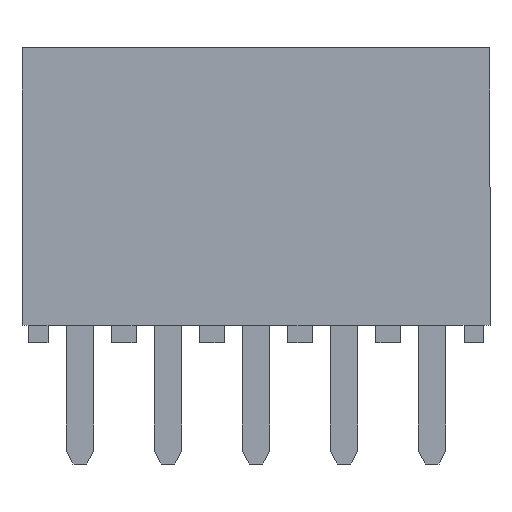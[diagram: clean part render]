
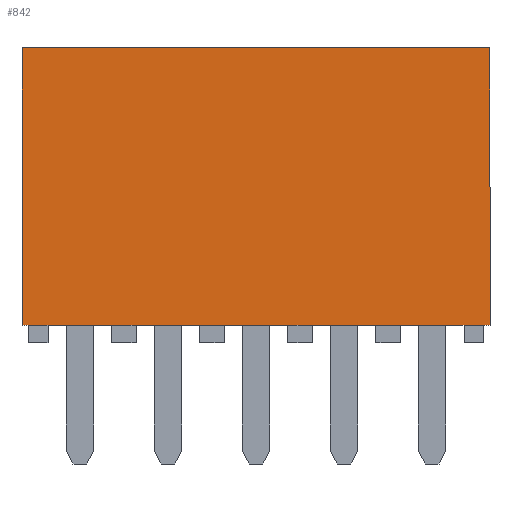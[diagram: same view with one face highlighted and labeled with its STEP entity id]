
A CAD part, top view. The second image highlights one B-rep face of the part: STEP entity #842.
In plain terms, the highlighted planar face has unit normal (0, 0, 1).
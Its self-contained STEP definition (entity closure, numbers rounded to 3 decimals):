
#262 = VECTOR ( 'NONE', #3069, 1000. ) ;
#292 = LINE ( 'NONE', #3088, #262 ) ;
#306 = VECTOR ( 'NONE', #3113, 1000. ) ;
#346 = LINE ( 'NONE', #3120, #306 ) ;
#460 = LINE ( 'NONE', #3040, #461 ) ;
#461 = VECTOR ( 'NONE', #3034, 1000. ) ;
#472 = FACE_OUTER_BOUND ( 'NONE', #2744, .T. ) ;
#598 = LINE ( 'NONE', #2960, #599 ) ;
#599 = VECTOR ( 'NONE', #2987, 1000. ) ;
#719 = AXIS2_PLACEMENT_3D ( 'NONE', #2031, #2053, #2055 ) ;
#842 = ADVANCED_FACE ( 'NONE', ( #472 ), #2021, .F. ) ;
#1481 = VERTEX_POINT ( 'NONE', #1791 ) ;
#1486 = VERTEX_POINT ( 'NONE', #1807 ) ;
#1487 = VERTEX_POINT ( 'NONE', #1806 ) ;
#1505 = VERTEX_POINT ( 'NONE', #1823 ) ;
#1791 = CARTESIAN_POINT ( 'NONE',  ( 0., 0.5, 3. ) ) ;
#1806 = CARTESIAN_POINT ( 'NONE',  ( 0., 8.5, 3. ) ) ;
#1807 = CARTESIAN_POINT ( 'NONE',  ( 13.5, 8.5, 3. ) ) ;
#1823 = CARTESIAN_POINT ( 'NONE',  ( 13.5, 0.5, 3. ) ) ;
#2021 = PLANE ( 'NONE',  #719 ) ;
#2031 = CARTESIAN_POINT ( 'NONE',  ( 0., 8.5, 3. ) ) ;
#2053 = DIRECTION ( 'NONE',  ( 0., 0., -1. ) ) ;
#2055 = DIRECTION ( 'NONE',  ( -1., 0., 0. ) ) ;
#2383 = EDGE_CURVE ( 'NONE', #1487, #1481, #598, .T. ) ;
#2410 = EDGE_CURVE ( 'NONE', #1505, #1486, #460, .T. ) ;
#2444 = EDGE_CURVE ( 'NONE', #1486, #1487, #292, .T. ) ;
#2459 = EDGE_CURVE ( 'NONE', #1481, #1505, #346, .T. ) ;
#2744 = EDGE_LOOP ( 'NONE', ( #2818, #2846, #2747, #2768 ) ) ;
#2747 = ORIENTED_EDGE ( 'NONE', *, *, #2410, .T. ) ;
#2768 = ORIENTED_EDGE ( 'NONE', *, *, #2444, .T. ) ;
#2818 = ORIENTED_EDGE ( 'NONE', *, *, #2383, .T. ) ;
#2846 = ORIENTED_EDGE ( 'NONE', *, *, #2459, .T. ) ;
#2960 = CARTESIAN_POINT ( 'NONE',  ( 0., 0., 3. ) ) ;
#2987 = DIRECTION ( 'NONE',  ( 0., -1., 0. ) ) ;
#3034 = DIRECTION ( 'NONE',  ( 0., 1., 0. ) ) ;
#3040 = CARTESIAN_POINT ( 'NONE',  ( 13.5, 0., 3. ) ) ;
#3069 = DIRECTION ( 'NONE',  ( -1., 0., 0. ) ) ;
#3088 = CARTESIAN_POINT ( 'NONE',  ( 0., 8.5, 3. ) ) ;
#3113 = DIRECTION ( 'NONE',  ( 1., 0., 0. ) ) ;
#3120 = CARTESIAN_POINT ( 'NONE',  ( 0., 0.5, 3. ) ) ;
